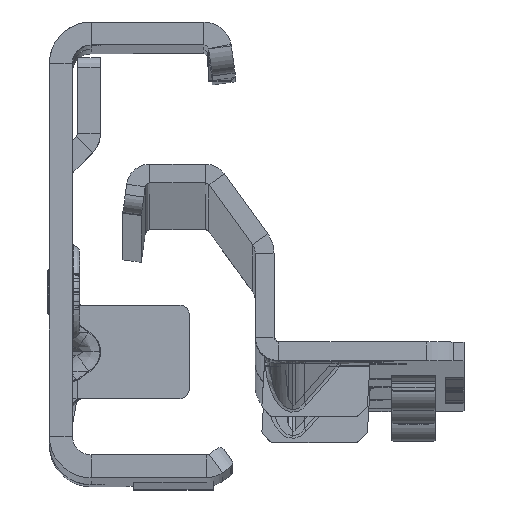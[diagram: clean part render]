
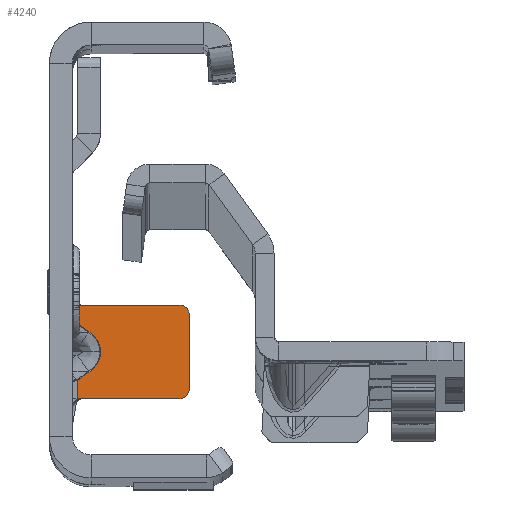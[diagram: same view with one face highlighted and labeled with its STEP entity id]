
A CAD part, top view. The second image highlights one B-rep face of the part: STEP entity #4240.
In plain terms, the highlighted planar face has unit normal (0, 0, 1).
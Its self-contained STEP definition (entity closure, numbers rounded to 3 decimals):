
#442 = DIRECTION ( 'NONE',  ( 0.816, 0.577, 0. ) ) ;
#553 = ORIENTED_EDGE ( 'NONE', *, *, #6806, .F. ) ;
#558 =( BOUNDED_CURVE ( )  B_SPLINE_CURVE ( 3, ( #16322, #27088, #34700, #13499 ),
 .UNSPECIFIED., .F., .F. ) 
 B_SPLINE_CURVE_WITH_KNOTS ( ( 4, 4 ),
 ( 2.356, 3.927 ),
 .UNSPECIFIED. ) 
 CURVE ( )  GEOMETRIC_REPRESENTATION_ITEM ( )  RATIONAL_B_SPLINE_CURVE ( ( 1., 0.805, 0.805, 1. ) ) 
 REPRESENTATION_ITEM ( '' )  );
#1002 = FACE_OUTER_BOUND ( 'NONE', #33068, .T. ) ;
#1274 = CARTESIAN_POINT ( 'NONE',  ( 0.71, -4.55, -541.5 ) ) ;
#1406 = EDGE_CURVE ( 'NONE', #30756, #32720, #22836, .T. ) ;
#1527 = DIRECTION ( 'NONE',  ( 0., 0., 1. ) ) ;
#1692 = EDGE_CURVE ( 'NONE', #19425, #14417, #19988, .T. ) ;
#2212 = DIRECTION ( 'NONE',  ( 0., 0., 1. ) ) ;
#2544 = CARTESIAN_POINT ( 'NONE',  ( 0.71, -4.55, -541.5 ) ) ;
#2688 = LINE ( 'NONE', #10622, #33753 ) ;
#2745 = CARTESIAN_POINT ( 'NONE',  ( 11.5, -13.55, -541.5 ) ) ;
#3944 = ORIENTED_EDGE ( 'NONE', *, *, #20622, .T. ) ;
#4112 = CARTESIAN_POINT ( 'NONE',  ( 0.5, -4.55, -541.5 ) ) ;
#4199 = CARTESIAN_POINT ( 'NONE',  ( 11.5, -5.55, -541.5 ) ) ;
#4240 = ADVANCED_FACE ( 'NONE', ( #1002 ), #33132, .F. ) ;
#4607 = EDGE_CURVE ( 'NONE', #7206, #6641, #27199, .T. ) ;
#4822 = DIRECTION ( 'NONE',  ( 1., 0., 0. ) ) ;
#5188 = CARTESIAN_POINT ( 'NONE',  ( 0.57, -14.55, -541.5 ) ) ;
#5267 = CARTESIAN_POINT ( 'NONE',  ( 11.5, -14.55, -541.5 ) ) ;
#6433 = VECTOR ( 'NONE', #442, 1000. ) ;
#6545 = DIRECTION ( 'NONE',  ( -0.816, 0.577, 0. ) ) ;
#6602 = CARTESIAN_POINT ( 'NONE',  ( 12.5, 22.3, -541.5 ) ) ;
#6641 = VERTEX_POINT ( 'NONE', #11770 ) ;
#6712 = VECTOR ( 'NONE', #14384, 1000. ) ;
#6806 = EDGE_CURVE ( 'NONE', #28950, #14033, #558, .T. ) ;
#7206 = VERTEX_POINT ( 'NONE', #17283 ) ;
#7530 = VERTEX_POINT ( 'NONE', #21556 ) ;
#7931 = VECTOR ( 'NONE', #16603, 1000. ) ;
#8310 = ORIENTED_EDGE ( 'NONE', *, *, #30607, .T. ) ;
#9121 = AXIS2_PLACEMENT_3D ( 'NONE', #2745, #2212, #23062 ) ;
#9185 = LINE ( 'NONE', #31048, #18399 ) ;
#10058 = ORIENTED_EDGE ( 'NONE', *, *, #32846, .F. ) ;
#10083 = EDGE_CURVE ( 'NONE', #7206, #21831, #22035, .T. ) ;
#10622 = CARTESIAN_POINT ( 'NONE',  ( -7.344, -14.55, -541.5 ) ) ;
#10766 = CARTESIAN_POINT ( 'NONE',  ( 0.5, 22.3, -541.5 ) ) ;
#10809 = CARTESIAN_POINT ( 'NONE',  ( 1.778, -7.393, -541.5 ) ) ;
#10997 = CARTESIAN_POINT ( 'NONE',  ( 0.71, -14.55, -541.5 ) ) ;
#11112 = EDGE_CURVE ( 'NONE', #14033, #30756, #9185, .T. ) ;
#11436 = DIRECTION ( 'NONE',  ( 0., 1., 0. ) ) ;
#11600 = DIRECTION ( 'NONE',  ( 0., 0., -1. ) ) ;
#11613 = ORIENTED_EDGE ( 'NONE', *, *, #4607, .T. ) ;
#11770 = CARTESIAN_POINT ( 'NONE',  ( 0.71, -14.55, -541.5 ) ) ;
#13279 = CARTESIAN_POINT ( 'NONE',  ( 0.5, -14.55, -541.5 ) ) ;
#13499 = CARTESIAN_POINT ( 'NONE',  ( 1.778, -7.393, -541.5 ) ) ;
#13830 = VECTOR ( 'NONE', #27519, 1000. ) ;
#14033 = VERTEX_POINT ( 'NONE', #10809 ) ;
#14384 = DIRECTION ( 'NONE',  ( 0., 1., 0. ) ) ;
#14417 = VERTEX_POINT ( 'NONE', #30157 ) ;
#14686 = CARTESIAN_POINT ( 'NONE',  ( 0.5, -12.61, -541.5 ) ) ;
#14748 = B_SPLINE_CURVE_WITH_KNOTS ( 'NONE', 3,
 ( #4112, #14860, #34262, #1274 ),
 .UNSPECIFIED., .F., .F.,
 ( 4, 4 ),
 ( 0., 0. ),
 .UNSPECIFIED. ) ;
#14860 = CARTESIAN_POINT ( 'NONE',  ( 0.57, -4.55, -541.5 ) ) ;
#15516 = VERTEX_POINT ( 'NONE', #2544 ) ;
#15912 = ORIENTED_EDGE ( 'NONE', *, *, #16705, .F. ) ;
#15981 = EDGE_CURVE ( 'NONE', #14417, #7530, #27376, .T. ) ;
#16322 = CARTESIAN_POINT ( 'NONE',  ( 1.778, -11.707, -541.5 ) ) ;
#16603 = DIRECTION ( 'NONE',  ( -1., 0., 0. ) ) ;
#16705 = EDGE_CURVE ( 'NONE', #32720, #15516, #14748, .T. ) ;
#17025 = CARTESIAN_POINT ( 'NONE',  ( 2.628, -11.106, -541.5 ) ) ;
#17067 = CARTESIAN_POINT ( 'NONE',  ( -7.344, 22.3, -541.5 ) ) ;
#17283 = CARTESIAN_POINT ( 'NONE',  ( 0.5, -14.55, -541.5 ) ) ;
#17294 = LINE ( 'NONE', #19769, #7931 ) ;
#17344 = DIRECTION ( 'NONE',  ( 0., 1., 0. ) ) ;
#17629 = CIRCLE ( 'NONE', #9121, 1. ) ;
#17812 = AXIS2_PLACEMENT_3D ( 'NONE', #4199, #1527, #31179 ) ;
#18225 = CARTESIAN_POINT ( 'NONE',  ( 1.778, -11.707, -541.5 ) ) ;
#18399 = VECTOR ( 'NONE', #6545, 1000. ) ;
#18774 = CARTESIAN_POINT ( 'NONE',  ( 0.64, -14.55, -541.5 ) ) ;
#18921 = ORIENTED_EDGE ( 'NONE', *, *, #23012, .T. ) ;
#19425 = VERTEX_POINT ( 'NONE', #30324 ) ;
#19603 = VERTEX_POINT ( 'NONE', #5267 ) ;
#19769 = CARTESIAN_POINT ( 'NONE',  ( -7.344, -4.55, -541.5 ) ) ;
#19878 = AXIS2_PLACEMENT_3D ( 'NONE', #17067, #11600, #11436 ) ;
#19988 = LINE ( 'NONE', #6602, #23075 ) ;
#20622 = EDGE_CURVE ( 'NONE', #7530, #15516, #17294, .T. ) ;
#20916 = CARTESIAN_POINT ( 'NONE',  ( 0.5, -4.55, -541.5 ) ) ;
#21556 = CARTESIAN_POINT ( 'NONE',  ( 11.5, -4.55, -541.5 ) ) ;
#21831 = VERTEX_POINT ( 'NONE', #14686 ) ;
#22035 = LINE ( 'NONE', #10766, #13830 ) ;
#22836 = LINE ( 'NONE', #28327, #6712 ) ;
#23012 = EDGE_CURVE ( 'NONE', #6641, #19603, #2688, .T. ) ;
#23062 = DIRECTION ( 'NONE',  ( 0., 1., 0. ) ) ;
#23075 = VECTOR ( 'NONE', #17344, 1000. ) ;
#24445 = LINE ( 'NONE', #17025, #6433 ) ;
#26102 = ORIENTED_EDGE ( 'NONE', *, *, #10083, .F. ) ;
#27088 = CARTESIAN_POINT ( 'NONE',  ( 3.565, -10.443, -541.5 ) ) ;
#27199 = B_SPLINE_CURVE_WITH_KNOTS ( 'NONE', 3,
 ( #13279, #5188, #18774, #10997 ),
 .UNSPECIFIED., .F., .F.,
 ( 4, 4 ),
 ( 0., 0. ),
 .UNSPECIFIED. ) ;
#27376 = CIRCLE ( 'NONE', #17812, 1. ) ;
#27519 = DIRECTION ( 'NONE',  ( 0., 1., 0. ) ) ;
#27920 = ORIENTED_EDGE ( 'NONE', *, *, #1406, .F. ) ;
#28327 = CARTESIAN_POINT ( 'NONE',  ( 0.5, 22.3, -541.5 ) ) ;
#28950 = VERTEX_POINT ( 'NONE', #18225 ) ;
#30157 = CARTESIAN_POINT ( 'NONE',  ( 12.5, -5.55, -541.5 ) ) ;
#30324 = CARTESIAN_POINT ( 'NONE',  ( 12.5, -13.55, -541.5 ) ) ;
#30607 = EDGE_CURVE ( 'NONE', #19603, #19425, #17629, .T. ) ;
#30756 = VERTEX_POINT ( 'NONE', #31789 ) ;
#31048 = CARTESIAN_POINT ( 'NONE',  ( 1.35, -7.091, -541.5 ) ) ;
#31179 = DIRECTION ( 'NONE',  ( 0., 1., 0. ) ) ;
#31789 = CARTESIAN_POINT ( 'NONE',  ( 0.5, -6.49, -541.5 ) ) ;
#32358 = ORIENTED_EDGE ( 'NONE', *, *, #11112, .F. ) ;
#32720 = VERTEX_POINT ( 'NONE', #20916 ) ;
#32846 = EDGE_CURVE ( 'NONE', #21831, #28950, #24445, .T. ) ;
#33068 = EDGE_LOOP ( 'NONE', ( #32358, #553, #10058, #26102, #11613, #18921, #8310, #34061, #34827, #3944, #15912, #27920 ) ) ;
#33132 = PLANE ( 'NONE',  #19878 ) ;
#33753 = VECTOR ( 'NONE', #4822, 1000. ) ;
#34061 = ORIENTED_EDGE ( 'NONE', *, *, #1692, .T. ) ;
#34262 = CARTESIAN_POINT ( 'NONE',  ( 0.64, -4.55, -541.5 ) ) ;
#34700 = CARTESIAN_POINT ( 'NONE',  ( 3.565, -8.657, -541.5 ) ) ;
#34827 = ORIENTED_EDGE ( 'NONE', *, *, #15981, .T. ) ;
